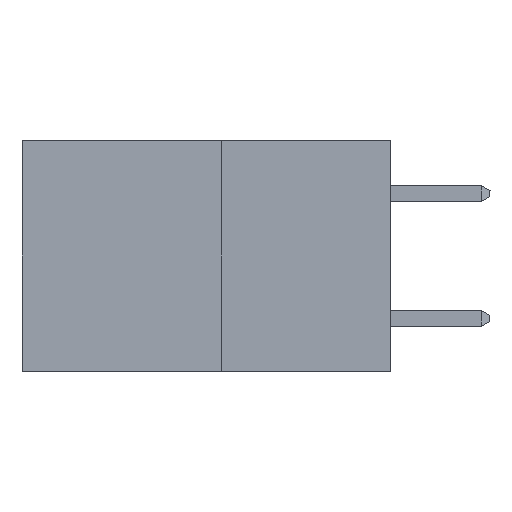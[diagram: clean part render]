
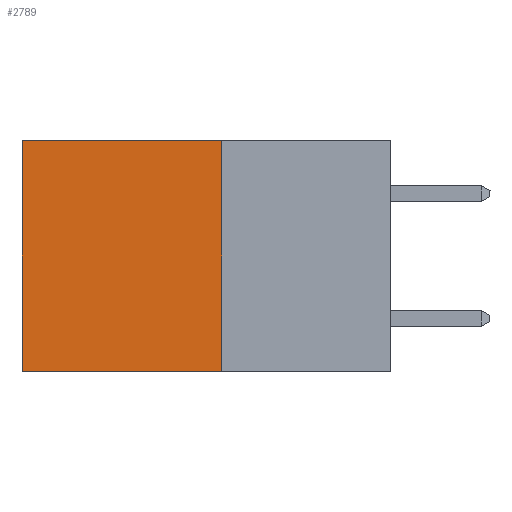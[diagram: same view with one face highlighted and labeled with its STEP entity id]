
A CAD part, left-side view. The second image highlights one B-rep face of the part: STEP entity #2789.
In plain terms, the highlighted planar face has unit normal (-1, 0, 0).
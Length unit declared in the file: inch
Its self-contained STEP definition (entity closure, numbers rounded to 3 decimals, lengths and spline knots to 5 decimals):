
#9 = CARTESIAN_POINT ( 'NONE',  ( 0.277, 0.59, 0. ) ) ;
#534 = FACE_OUTER_BOUND ( 'NONE', #5307, .T. ) ;
#541 = DIRECTION ( 'NONE',  ( 0., 0., -1. ) ) ;
#610 = CARTESIAN_POINT ( 'NONE',  ( 0.277, 0.59, -0.37 ) ) ;
#656 = PLANE ( 'NONE',  #4422 ) ;
#665 = VECTOR ( 'NONE', #7764, 39.37008 ) ;
#834 = VERTEX_POINT ( 'NONE', #4791 ) ;
#1680 = VERTEX_POINT ( 'NONE', #9 ) ;
#2170 = LINE ( 'NONE', #13570, #7934 ) ;
#2324 = DIRECTION ( 'NONE',  ( 0., 1., 0. ) ) ;
#2789 = ADVANCED_FACE ( 'NONE', ( #534 ), #656, .F. ) ;
#2836 = EDGE_CURVE ( 'NONE', #834, #10919, #10677, .T. ) ;
#3138 = VERTEX_POINT ( 'NONE', #5552 ) ;
#4291 = EDGE_CURVE ( 'NONE', #1680, #3138, #7260, .T. ) ;
#4422 = AXIS2_PLACEMENT_3D ( 'NONE', #6279, #9649, #14687 ) ;
#4791 = CARTESIAN_POINT ( 'NONE',  ( 0.277, 0.27, 0. ) ) ;
#4804 = CARTESIAN_POINT ( 'NONE',  ( 0.277, 0.27, -0.37 ) ) ;
#4966 = EDGE_CURVE ( 'NONE', #10919, #3138, #7411, .T. ) ;
#5307 = EDGE_LOOP ( 'NONE', ( #6833, #12787, #10215, #9716 ) ) ;
#5552 = CARTESIAN_POINT ( 'NONE',  ( 0.277, 0.59, -0.37 ) ) ;
#6279 = CARTESIAN_POINT ( 'NONE',  ( 0.277, 0.27, -0.37 ) ) ;
#6833 = ORIENTED_EDGE ( 'NONE', *, *, #4291, .T. ) ;
#7260 = LINE ( 'NONE', #610, #665 ) ;
#7411 = LINE ( 'NONE', #9044, #12658 ) ;
#7661 = VECTOR ( 'NONE', #541, 39.37008 ) ;
#7764 = DIRECTION ( 'NONE',  ( 0., 0., -1. ) ) ;
#7934 = VECTOR ( 'NONE', #2324, 39.37008 ) ;
#9044 = CARTESIAN_POINT ( 'NONE',  ( 0.277, 0.27, -0.37 ) ) ;
#9553 = CARTESIAN_POINT ( 'NONE',  ( 0.277, 0.27, -0.37 ) ) ;
#9649 = DIRECTION ( 'NONE',  ( 1., 0., 0. ) ) ;
#9716 = ORIENTED_EDGE ( 'NONE', *, *, #13552, .T. ) ;
#10215 = ORIENTED_EDGE ( 'NONE', *, *, #2836, .F. ) ;
#10677 = LINE ( 'NONE', #9553, #7661 ) ;
#10919 = VERTEX_POINT ( 'NONE', #4804 ) ;
#11416 = DIRECTION ( 'NONE',  ( 0., 1., 0. ) ) ;
#12658 = VECTOR ( 'NONE', #11416, 39.37008 ) ;
#12787 = ORIENTED_EDGE ( 'NONE', *, *, #4966, .F. ) ;
#13552 = EDGE_CURVE ( 'NONE', #834, #1680, #2170, .T. ) ;
#13570 = CARTESIAN_POINT ( 'NONE',  ( 0.277, 0.27, 0. ) ) ;
#14687 = DIRECTION ( 'NONE',  ( 0., 0., -1. ) ) ;
